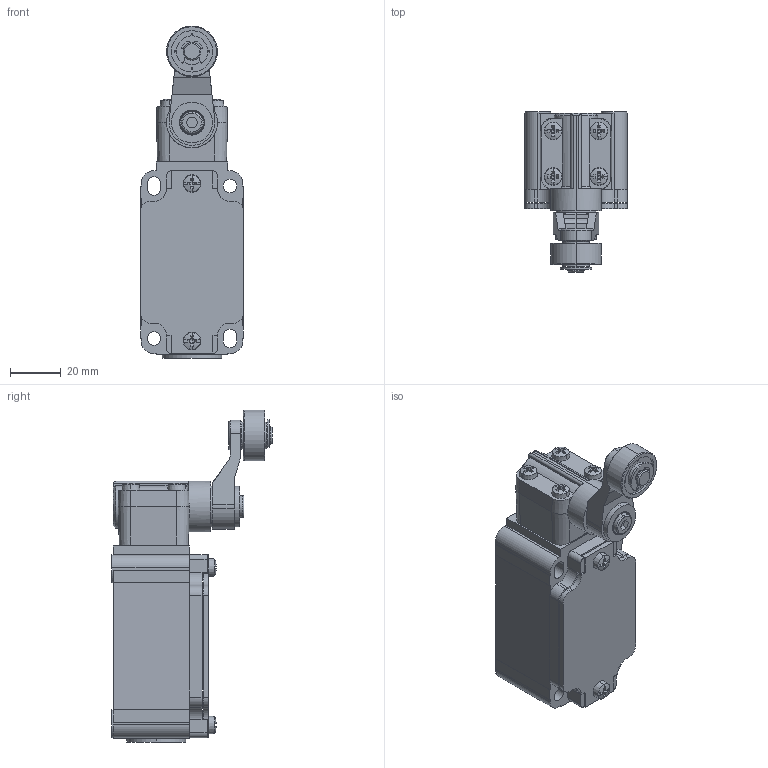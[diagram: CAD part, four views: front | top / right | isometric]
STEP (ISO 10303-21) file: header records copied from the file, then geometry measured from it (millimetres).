
FILE_DESCRIPTION (( 'STEP AP214' ), '1' );
FILE_NAME ('Z4VH-335-02Z.STEP', '2021-01-18T19:00:14', ( '' ), ( '' ), 'SwSTEP 2.0', 'SolidWorks 2019', '' );
FILE_SCHEMA (( 'AUTOMOTIVE_DESIGN' ));
Length unit declared in the file: inch
Products named in the file (1): Z4VH-335-02Z
Bounding box: 40.5 x 63.1 x 130.7 mm (x, y, z)
Volume: 129343.2 mm3; surface area: 29506.6 mm2
Topology: 1 solids, 1 shells, 1021 faces, 2767 edges, 1774 vertices
Faces by surface type: plane 613, cylinder 299, cone 82, bspline 27
Entity records: 32855 total; most frequent: CARTESIAN_POINT 7068, ORIENTED_EDGE 5526, DIRECTION 5273, EDGE_CURVE 2763, AXIS2_PLACEMENT_3D 1781, VERTEX_POINT 1774, VECTOR 1711, LINE 1711
